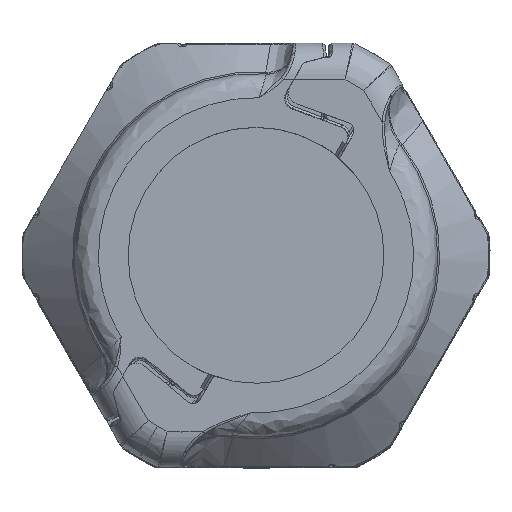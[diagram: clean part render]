
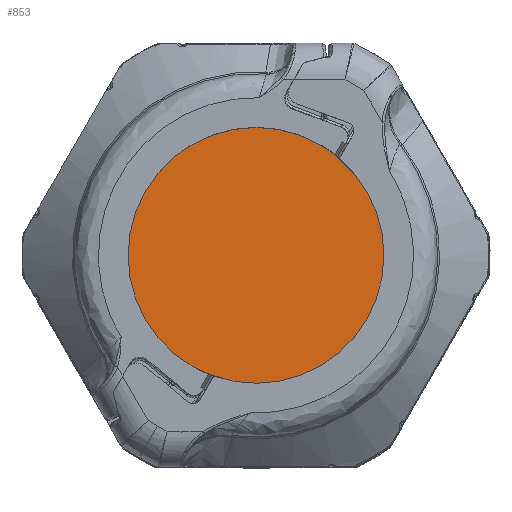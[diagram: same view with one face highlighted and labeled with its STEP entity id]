
A CAD part, top view. The second image highlights one B-rep face of the part: STEP entity #853.
In plain terms, the highlighted planar face has unit normal (0, 0, 1).
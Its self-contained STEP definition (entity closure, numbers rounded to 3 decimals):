
#853 = ADVANCED_FACE ( 'NONE', ( #31822 ), #54279, .T. ) ;
#1354 = VERTEX_POINT ( 'NONE', #5288 ) ;
#5288 = CARTESIAN_POINT ( 'NONE',  ( 11.9, 0., 8. ) ) ;
#8678 = AXIS2_PLACEMENT_3D ( 'NONE', #79392, #53838, #27676 ) ;
#13822 = CARTESIAN_POINT ( 'NONE',  ( 0., 0., 8. ) ) ;
#16956 = VERTEX_POINT ( 'NONE', #55813 ) ;
#17951 = DIRECTION ( 'NONE',  ( 0., 0., 1. ) ) ;
#19606 = EDGE_LOOP ( 'NONE', ( #43550, #79166 ) ) ;
#19998 = DIRECTION ( 'NONE',  ( 1., 0., 0. ) ) ;
#20537 = CIRCLE ( 'NONE', #39867, 11.9 ) ;
#27676 = DIRECTION ( 'NONE',  ( 1., 0., 0. ) ) ;
#31822 = FACE_OUTER_BOUND ( 'NONE', #19606, .T. ) ;
#39867 = AXIS2_PLACEMENT_3D ( 'NONE', #13822, #56904, #19998 ) ;
#43184 = EDGE_CURVE ( 'NONE', #1354, #16956, #20537, .T. ) ;
#43550 = ORIENTED_EDGE ( 'NONE', *, *, #43184, .T. ) ;
#47211 = EDGE_CURVE ( 'NONE', #16956, #1354, #62538, .T. ) ;
#51397 = AXIS2_PLACEMENT_3D ( 'NONE', #54874, #17951, #61073 ) ;
#53838 = DIRECTION ( 'NONE',  ( 0., 0., 1. ) ) ;
#54279 = PLANE ( 'NONE',  #8678 ) ;
#54874 = CARTESIAN_POINT ( 'NONE',  ( 0., 0., 8. ) ) ;
#55813 = CARTESIAN_POINT ( 'NONE',  ( -11.9, 0., 8. ) ) ;
#56904 = DIRECTION ( 'NONE',  ( 0., 0., 1. ) ) ;
#61073 = DIRECTION ( 'NONE',  ( 1., 0., 0. ) ) ;
#62538 = CIRCLE ( 'NONE', #51397, 11.9 ) ;
#79166 = ORIENTED_EDGE ( 'NONE', *, *, #47211, .T. ) ;
#79392 = CARTESIAN_POINT ( 'NONE',  ( 0., 0., 8. ) ) ;
